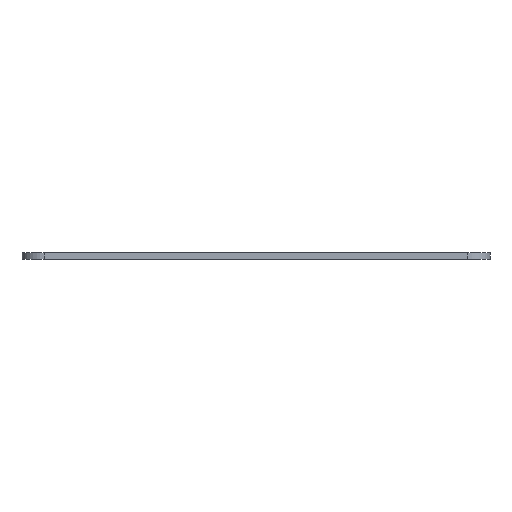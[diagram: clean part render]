
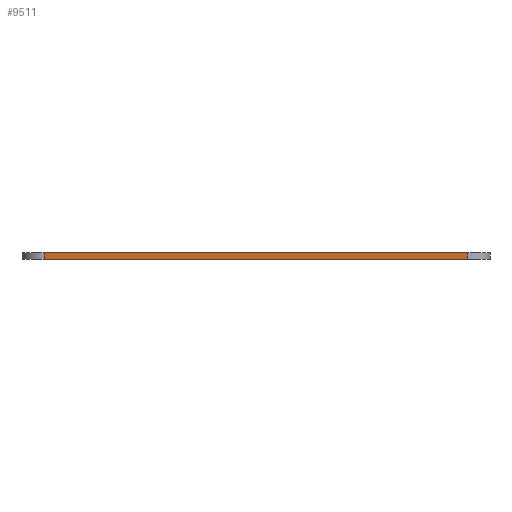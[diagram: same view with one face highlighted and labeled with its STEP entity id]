
A CAD part, front view. The second image highlights one B-rep face of the part: STEP entity #9511.
In plain terms, the highlighted planar face has unit normal (0, -1, 0).
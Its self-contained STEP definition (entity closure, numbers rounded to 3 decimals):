
#299=PLANE('',#9771);
#803=FACE_OUTER_BOUND('',#1343,.T.);
#1343=EDGE_LOOP('',(#8639,#8640,#8641,#8642));
#2024=LINE('',#18822,#2786);
#2051=LINE('',#18930,#2813);
#2056=LINE('',#18944,#2818);
#2111=LINE('',#19094,#2873);
#2786=VECTOR('',#10734,10.);
#2813=VECTOR('',#10829,10.);
#2818=VECTOR('',#10844,10.);
#2873=VECTOR('',#11015,10.);
#4348=VERTEX_POINT('',#18819);
#4349=VERTEX_POINT('',#18821);
#4396=VERTEX_POINT('',#18928);
#4400=VERTEX_POINT('',#18942);
#5722=EDGE_CURVE('',#4348,#4349,#2024,.T.);
#5773=EDGE_CURVE('',#4396,#4348,#2051,.T.);
#5780=EDGE_CURVE('',#4349,#4400,#2056,.T.);
#5855=EDGE_CURVE('',#4400,#4396,#2111,.T.);
#8639=ORIENTED_EDGE('',*,*,#5773,.F.);
#8640=ORIENTED_EDGE('',*,*,#5855,.F.);
#8641=ORIENTED_EDGE('',*,*,#5780,.F.);
#8642=ORIENTED_EDGE('',*,*,#5722,.F.);
#9511=ADVANCED_FACE('',(#803),#299,.T.);
#9771=AXIS2_PLACEMENT_3D('',#19093,#11013,#11014);
#10734=DIRECTION('',(-1.,0.,0.));
#10829=DIRECTION('',(0.,0.,-1.));
#10844=DIRECTION('',(0.,0.,1.));
#11013=DIRECTION('center_axis',(0.,-1.,0.));
#11014=DIRECTION('ref_axis',(1.,0.,0.));
#11015=DIRECTION('',(1.,0.,0.));
#18819=CARTESIAN_POINT('',(86.452,-76.675,0.));
#18821=CARTESIAN_POINT('',(-8.388,-76.675,0.));
#18822=CARTESIAN_POINT('',(91.452,-76.675,0.));
#18928=CARTESIAN_POINT('',(86.452,-76.675,1.5));
#18930=CARTESIAN_POINT('',(86.452,-76.675,0.));
#18942=CARTESIAN_POINT('',(-8.388,-76.675,1.5));
#18944=CARTESIAN_POINT('',(-8.388,-76.675,0.));
#19093=CARTESIAN_POINT('Origin',(-13.388,-76.675,0.));
#19094=CARTESIAN_POINT('',(91.452,-76.675,1.5));
